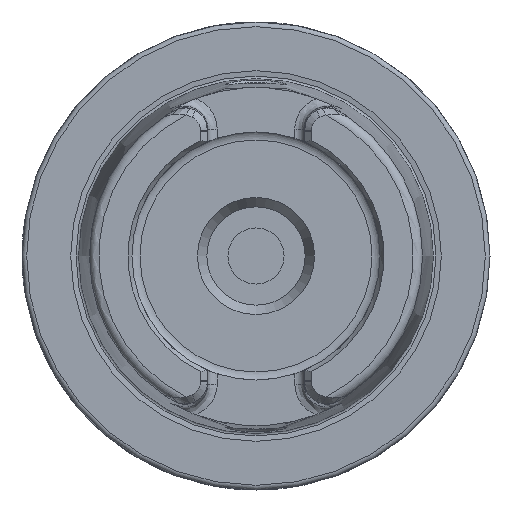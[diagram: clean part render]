
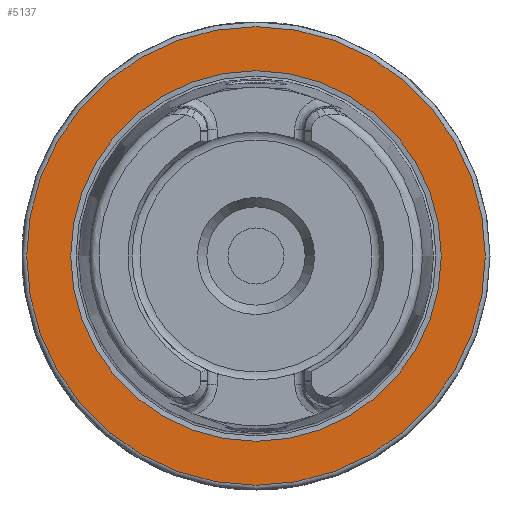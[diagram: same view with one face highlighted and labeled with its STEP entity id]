
A CAD part, left-side view. The second image highlights one B-rep face of the part: STEP entity #5137.
In plain terms, the highlighted planar face has unit normal (-1, 0, 0).
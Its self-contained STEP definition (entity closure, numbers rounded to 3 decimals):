
#106=FACE_BOUND('',#1584,.T.);
#995=PLANE('',#5595);
#1269=FACE_OUTER_BOUND('',#1583,.T.);
#1583=EDGE_LOOP('',(#4437,#4438));
#1584=EDGE_LOOP('',(#4439,#4440));
#1882=CIRCLE('',#5593,39.587);
#1883=CIRCLE('',#5594,39.587);
#1884=CIRCLE('',#5596,49.);
#1885=CIRCLE('',#5597,49.);
#2451=VERTEX_POINT('',#11733);
#2452=VERTEX_POINT('',#11735);
#2453=VERTEX_POINT('',#11739);
#2454=VERTEX_POINT('',#11740);
#3135=EDGE_CURVE('',#2452,#2451,#1882,.T.);
#3136=EDGE_CURVE('',#2451,#2452,#1883,.T.);
#3137=EDGE_CURVE('',#2453,#2454,#1884,.T.);
#3138=EDGE_CURVE('',#2454,#2453,#1885,.T.);
#4437=ORIENTED_EDGE('',*,*,#3137,.F.);
#4438=ORIENTED_EDGE('',*,*,#3138,.F.);
#4439=ORIENTED_EDGE('',*,*,#3135,.T.);
#4440=ORIENTED_EDGE('',*,*,#3136,.T.);
#5137=ADVANCED_FACE('',(#1269,#106),#995,.T.);
#5593=AXIS2_PLACEMENT_3D('',#11736,#6613,#6614);
#5594=AXIS2_PLACEMENT_3D('',#11737,#6615,#6616);
#5595=AXIS2_PLACEMENT_3D('',#11738,#6617,#6618);
#5596=AXIS2_PLACEMENT_3D('',#11741,#6619,#6620);
#5597=AXIS2_PLACEMENT_3D('',#11742,#6621,#6622);
#6613=DIRECTION('center_axis',(1.,0.,0.));
#6614=DIRECTION('ref_axis',(0.,0.,-1.));
#6615=DIRECTION('center_axis',(1.,0.,0.));
#6616=DIRECTION('ref_axis',(0.,0.,-1.));
#6617=DIRECTION('center_axis',(-1.,0.,0.));
#6618=DIRECTION('ref_axis',(0.,0.,1.));
#6619=DIRECTION('center_axis',(1.,0.,0.));
#6620=DIRECTION('ref_axis',(0.,0.,-1.));
#6621=DIRECTION('center_axis',(1.,0.,0.));
#6622=DIRECTION('ref_axis',(0.,0.,-1.));
#11733=CARTESIAN_POINT('',(0.,-39.587,0.));
#11735=CARTESIAN_POINT('',(0.,39.587,0.));
#11736=CARTESIAN_POINT('Origin',(0.,0.,0.));
#11737=CARTESIAN_POINT('Origin',(0.,0.,0.));
#11738=CARTESIAN_POINT('Origin',(0.,49.,
0.));
#11739=CARTESIAN_POINT('',(0.,49.,0.));
#11740=CARTESIAN_POINT('',(0.,0.,
49.));
#11741=CARTESIAN_POINT('Origin',(0.,0.,0.));
#11742=CARTESIAN_POINT('Origin',(0.,0.,0.));
